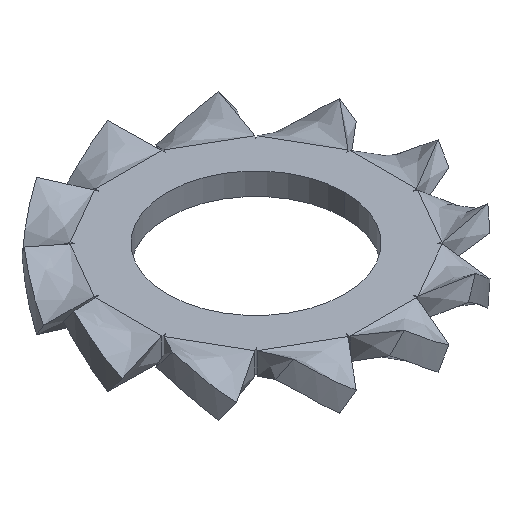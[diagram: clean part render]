
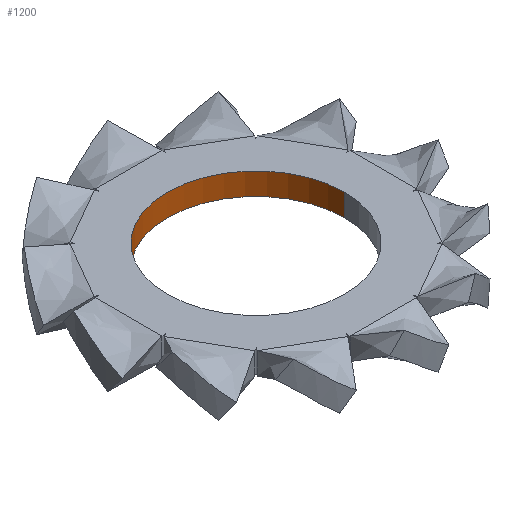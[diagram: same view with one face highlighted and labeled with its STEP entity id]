
A CAD part, isometric view. The second image highlights one B-rep face of the part: STEP entity #1200.
In plain terms, the highlighted cylindrical face has radius 1.6 mm (diameter 3.2 mm), a partial arc.
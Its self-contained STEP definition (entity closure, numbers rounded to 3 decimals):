
#55 = CIRCLE ( 'NONE', #2168, 1.6 ) ;
#171 = VECTOR ( 'NONE', #495, 1000. ) ;
#172 = LINE ( 'NONE', #488, #171 ) ;
#220 = CIRCLE ( 'NONE', #2397, 1.6 ) ;
#418 = CARTESIAN_POINT ( 'NONE',  ( 1.6, 0., 0.2 ) ) ;
#419 = DIRECTION ( 'NONE',  ( 0., 0., -1. ) ) ;
#488 = CARTESIAN_POINT ( 'NONE',  ( -1.6, 0., 0.2 ) ) ;
#495 = DIRECTION ( 'NONE',  ( 0., 0., -1. ) ) ;
#533 = CARTESIAN_POINT ( 'NONE',  ( 0., 0., -0.2 ) ) ;
#931 = DIRECTION ( 'NONE',  ( 1., 0., 0. ) ) ;
#950 = DIRECTION ( 'NONE',  ( 0., 0., 1. ) ) ;
#969 = CARTESIAN_POINT ( 'NONE',  ( 0., 0., 0.2 ) ) ;
#977 = DIRECTION ( 'NONE',  ( 1., 0., 0. ) ) ;
#980 = DIRECTION ( 'NONE',  ( 0., 0., 1. ) ) ;
#1200 = ADVANCED_FACE ( 'NONE', ( #3068 ), #2706, .F. ) ;
#1363 = DIRECTION ( 'NONE',  ( -1., 0., 0. ) ) ;
#1403 = DIRECTION ( 'NONE',  ( 0., 0., -1. ) ) ;
#1792 = CARTESIAN_POINT ( 'NONE',  ( -1.6, 0., -0.2 ) ) ;
#1811 = CARTESIAN_POINT ( 'NONE',  ( 1.6, 0., -0.2 ) ) ;
#1838 = CARTESIAN_POINT ( 'NONE',  ( 1.6, 0., 0.2 ) ) ;
#1854 = CARTESIAN_POINT ( 'NONE',  ( -1.6, 0., 0.2 ) ) ;
#1979 = VERTEX_POINT ( 'NONE', #1854 ) ;
#1995 = VERTEX_POINT ( 'NONE', #1838 ) ;
#2040 = VERTEX_POINT ( 'NONE', #1811 ) ;
#2041 = CARTESIAN_POINT ( 'NONE',  ( 0., 0., 0.2 ) ) ;
#2063 = VERTEX_POINT ( 'NONE', #1792 ) ;
#2168 = AXIS2_PLACEMENT_3D ( 'NONE', #969, #980, #977 ) ;
#2234 = EDGE_CURVE ( 'NONE', #1995, #2040, #2638, .T. ) ;
#2252 = EDGE_CURVE ( 'NONE', #2040, #2063, #220, .T. ) ;
#2321 = EDGE_CURVE ( 'NONE', #1995, #1979, #55, .T. ) ;
#2397 = AXIS2_PLACEMENT_3D ( 'NONE', #533, #950, #931 ) ;
#2410 = AXIS2_PLACEMENT_3D ( 'NONE', #2041, #1403, #1363 ) ;
#2418 = EDGE_CURVE ( 'NONE', #1979, #2063, #172, .T. ) ;
#2508 = EDGE_LOOP ( 'NONE', ( #2580, #2588, #2583, #2586 ) ) ;
#2580 = ORIENTED_EDGE ( 'NONE', *, *, #2234, .F. ) ;
#2583 = ORIENTED_EDGE ( 'NONE', *, *, #2418, .T. ) ;
#2586 = ORIENTED_EDGE ( 'NONE', *, *, #2252, .F. ) ;
#2588 = ORIENTED_EDGE ( 'NONE', *, *, #2321, .T. ) ;
#2638 = LINE ( 'NONE', #418, #2982 ) ;
#2706 = CYLINDRICAL_SURFACE ( 'NONE', #2410, 1.6 ) ;
#2982 = VECTOR ( 'NONE', #419, 1000. ) ;
#3068 = FACE_OUTER_BOUND ( 'NONE', #2508, .T. ) ;
